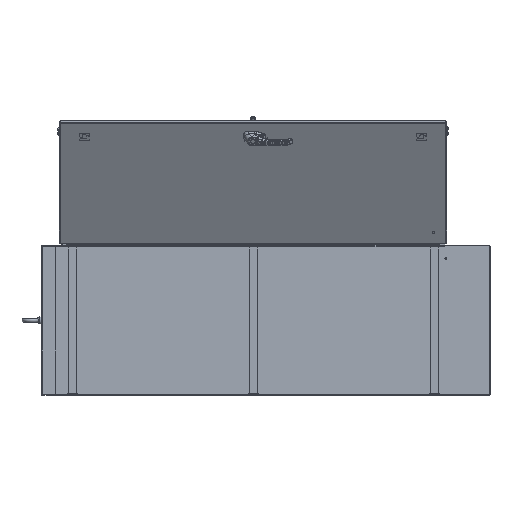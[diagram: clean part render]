
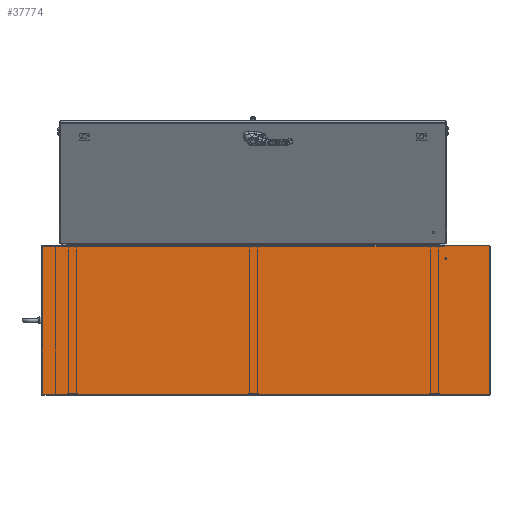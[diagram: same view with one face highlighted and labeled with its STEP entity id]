
A CAD part, left-side view. The second image highlights one B-rep face of the part: STEP entity #37774.
In plain terms, the highlighted face is planar.
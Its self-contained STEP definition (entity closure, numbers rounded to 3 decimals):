
#4774=FACE_OUTER_BOUND($,#7159,.T.);
#7159=EDGE_LOOP($,(#25129,#25130,#25131,#25132,#25133,#25134,#25135,#25136,
#25137,#25138,#25139,#25140));
#9931=LINE($,#56637,#12953);
#9937=LINE($,#56655,#12959);
#9940=LINE($,#56662,#12962);
#9944=LINE($,#56669,#12966);
#9946=LINE($,#56673,#12968);
#9947=LINE($,#56675,#12969);
#9948=LINE($,#56677,#12970);
#9949=LINE($,#56679,#12971);
#9950=LINE($,#56681,#12972);
#9951=LINE($,#56683,#12973);
#9952=LINE($,#56685,#12974);
#9953=LINE($,#56686,#12975);
#12953=VECTOR($,#44760,61.375);
#12959=VECTOR($,#44784,0.);
#12962=VECTOR($,#44789,0.031);
#12966=VECTOR($,#44795,0.);
#12968=VECTOR($,#44799,0.);
#12969=VECTOR($,#44800,0.);
#12970=VECTOR($,#44801,0.031);
#12971=VECTOR($,#44802,3.281);
#12972=VECTOR($,#44803,23.938);
#12973=VECTOR($,#44804,71.938);
#12974=VECTOR($,#44805,23.938);
#12975=VECTOR($,#44806,7.281);
#15965=VERTEX_POINT($,#56634);
#15966=VERTEX_POINT($,#56636);
#15969=VERTEX_POINT($,#56654);
#15971=VERTEX_POINT($,#56660);
#15972=VERTEX_POINT($,#56661);
#15975=VERTEX_POINT($,#56672);
#15976=VERTEX_POINT($,#56674);
#15977=VERTEX_POINT($,#56676);
#15978=VERTEX_POINT($,#56678);
#15979=VERTEX_POINT($,#56680);
#15980=VERTEX_POINT($,#56682);
#15981=VERTEX_POINT($,#56684);
#19464=EDGE_CURVE($,#15966,#15965,#9931,.T.);
#19473=EDGE_CURVE($,#15969,#15966,#9937,.T.);
#19476=EDGE_CURVE($,#15971,#15972,#9940,.T.);
#19480=EDGE_CURVE($,#15972,#15969,#9944,.T.);
#19482=EDGE_CURVE($,#15965,#15975,#9946,.T.);
#19483=EDGE_CURVE($,#15975,#15976,#9947,.T.);
#19484=EDGE_CURVE($,#15976,#15977,#9948,.T.);
#19485=EDGE_CURVE($,#15978,#15977,#9949,.T.);
#19486=EDGE_CURVE($,#15979,#15978,#9950,.T.);
#19487=EDGE_CURVE($,#15980,#15979,#9951,.T.);
#19488=EDGE_CURVE($,#15981,#15980,#9952,.T.);
#19489=EDGE_CURVE($,#15971,#15981,#9953,.T.);
#25129=ORIENTED_EDGE($,*,*,#19476,.T.);
#25130=ORIENTED_EDGE($,*,*,#19480,.T.);
#25131=ORIENTED_EDGE($,*,*,#19473,.T.);
#25132=ORIENTED_EDGE($,*,*,#19464,.T.);
#25133=ORIENTED_EDGE($,*,*,#19482,.T.);
#25134=ORIENTED_EDGE($,*,*,#19483,.T.);
#25135=ORIENTED_EDGE($,*,*,#19484,.T.);
#25136=ORIENTED_EDGE($,*,*,#19485,.F.);
#25137=ORIENTED_EDGE($,*,*,#19486,.F.);
#25138=ORIENTED_EDGE($,*,*,#19487,.F.);
#25139=ORIENTED_EDGE($,*,*,#19488,.F.);
#25140=ORIENTED_EDGE($,*,*,#19489,.F.);
#36307=PLANE($,#40285);
#37774=ADVANCED_FACE($,(#4774),#36307,.T.);
#40285=AXIS2_PLACEMENT_3D($,#56671,#44797,#44798);
#44760=DIRECTION($,(0.,1.,0.));
#44784=DIRECTION($,(1.,0.,0.));
#44789=DIRECTION($,(-1.,0.,0.));
#44795=DIRECTION($,(0.,1.,0.));
#44797=DIRECTION('center_axis',(0.,0.,1.));
#44798=DIRECTION('ref_axis',(1.,0.,0.));
#44799=DIRECTION($,(-1.,0.,0.));
#44800=DIRECTION($,(0.,1.,0.));
#44801=DIRECTION($,(1.,0.,0.));
#44802=DIRECTION($,(0.,-1.,0.));
#44803=DIRECTION($,(1.,0.,0.));
#44804=DIRECTION($,(0.,1.,0.));
#44805=DIRECTION($,(-1.,0.,0.));
#44806=DIRECTION($,(0.,-1.,0.));
#56634=CARTESIAN_POINT('',(23.906,-3.281,0.094));
#56636=CARTESIAN_POINT('',(23.906,-64.656,0.094));
#56637=CARTESIAN_POINT($,(23.906,-50.313,0.094));
#56654=CARTESIAN_POINT('',(23.906,-64.656,0.094));
#56655=CARTESIAN_POINT($,(17.937,-64.656,0.094));
#56660=CARTESIAN_POINT('',(23.938,-64.657,0.094));
#56661=CARTESIAN_POINT('',(23.906,-64.657,0.094));
#56662=CARTESIAN_POINT($,(17.953,-64.657,0.094));
#56669=CARTESIAN_POINT($,(23.906,-50.313,0.094));
#56671=CARTESIAN_POINT('Origin',(11.969,-35.969,0.094));
#56672=CARTESIAN_POINT('',(23.906,-3.281,0.094));
#56673=CARTESIAN_POINT($,(17.953,-3.281,0.094));
#56674=CARTESIAN_POINT('',(23.906,-3.281,0.094));
#56675=CARTESIAN_POINT($,(23.906,-19.625,0.094));
#56676=CARTESIAN_POINT('',(23.938,-3.281,0.094));
#56677=CARTESIAN_POINT($,(17.937,-3.281,0.094));
#56678=CARTESIAN_POINT('',(23.938,0.,0.094));
#56679=CARTESIAN_POINT($,(23.938,0.,0.094));
#56680=CARTESIAN_POINT('',(0.,0.,0.094));
#56681=CARTESIAN_POINT($,(0.,0.,0.094));
#56682=CARTESIAN_POINT('',(0.,-71.938,0.094));
#56683=CARTESIAN_POINT($,(0.,-71.938,0.094));
#56684=CARTESIAN_POINT('',(23.938,-71.938,0.094));
#56685=CARTESIAN_POINT($,(23.938,-71.938,0.094));
#56686=CARTESIAN_POINT($,(23.938,0.,0.094));
